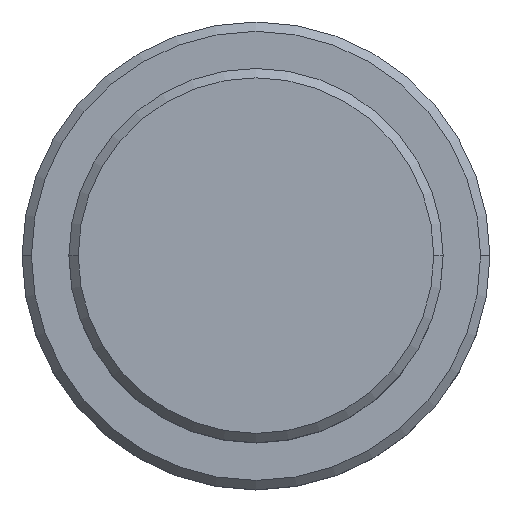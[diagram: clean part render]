
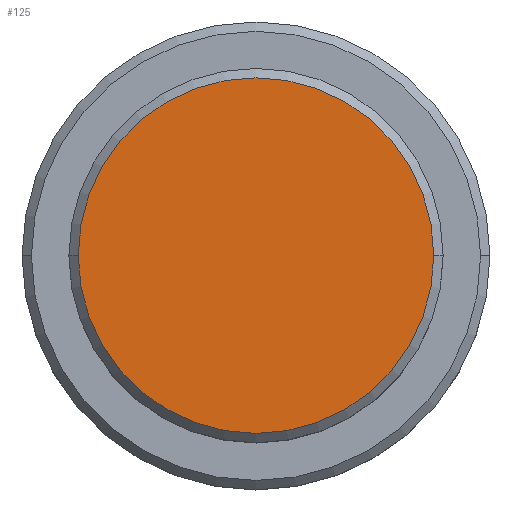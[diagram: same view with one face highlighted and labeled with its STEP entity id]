
A CAD part, top view. The second image highlights one B-rep face of the part: STEP entity #125.
In plain terms, the highlighted planar face has unit normal (0, 0, 1).
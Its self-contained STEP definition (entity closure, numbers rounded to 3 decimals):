
#81 = DIRECTION ( 'NONE',  ( 0., 0., 1. ) ) ;
#103 = CARTESIAN_POINT ( 'NONE',  ( 9.5, 0., 0. ) ) ;
#125 = ADVANCED_FACE ( 'NONE', ( #1382 ), #846, .T. ) ;
#214 = VERTEX_POINT ( 'NONE', #103 ) ;
#286 = AXIS2_PLACEMENT_3D ( 'NONE', #621, #81, #747 ) ;
#300 = DIRECTION ( 'NONE',  ( 1., 0., 0. ) ) ;
#328 = VERTEX_POINT ( 'NONE', #682 ) ;
#346 = ORIENTED_EDGE ( 'NONE', *, *, #719, .T. ) ;
#376 = CIRCLE ( 'NONE', #596, 9.5 ) ;
#414 = CIRCLE ( 'NONE', #1282, 9.5 ) ;
#517 = DIRECTION ( 'NONE',  ( 1., 0., 0. ) ) ;
#534 = DIRECTION ( 'NONE',  ( 0., 0., 1. ) ) ;
#596 = AXIS2_PLACEMENT_3D ( 'NONE', #1339, #1233, #300 ) ;
#621 = CARTESIAN_POINT ( 'NONE',  ( 0., 0., 0. ) ) ;
#682 = CARTESIAN_POINT ( 'NONE',  ( -9.5, 0., 0. ) ) ;
#719 = EDGE_CURVE ( 'NONE', #214, #328, #376, .T. ) ;
#727 = EDGE_CURVE ( 'NONE', #328, #214, #414, .T. ) ;
#733 = CARTESIAN_POINT ( 'NONE',  ( 0., 0., 0. ) ) ;
#747 = DIRECTION ( 'NONE',  ( 1., 0., 0. ) ) ;
#768 = EDGE_LOOP ( 'NONE', ( #1246, #346 ) ) ;
#846 = PLANE ( 'NONE',  #286 ) ;
#1233 = DIRECTION ( 'NONE',  ( 0., 0., 1. ) ) ;
#1246 = ORIENTED_EDGE ( 'NONE', *, *, #727, .T. ) ;
#1282 = AXIS2_PLACEMENT_3D ( 'NONE', #733, #534, #517 ) ;
#1339 = CARTESIAN_POINT ( 'NONE',  ( 0., 0., 0. ) ) ;
#1382 = FACE_OUTER_BOUND ( 'NONE', #768, .T. ) ;
